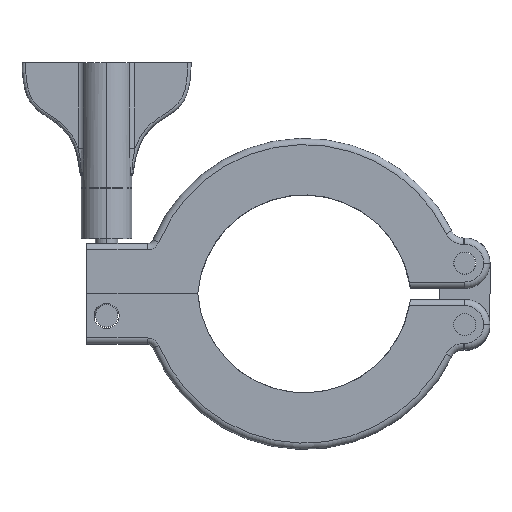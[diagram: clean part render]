
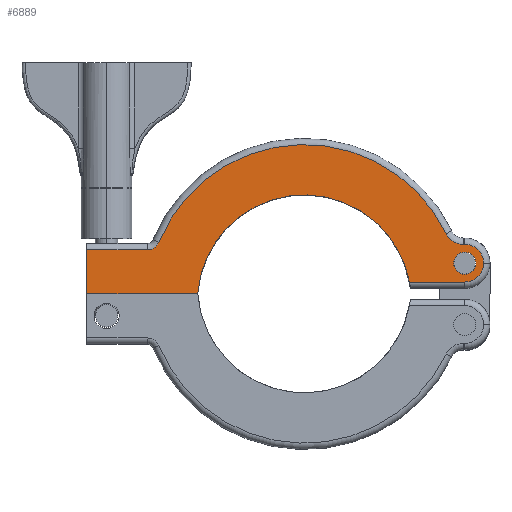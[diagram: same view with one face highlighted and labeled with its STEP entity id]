
A CAD part, top view. The second image highlights one B-rep face of the part: STEP entity #6889.
In plain terms, the highlighted planar face has unit normal (0, 0, 1).
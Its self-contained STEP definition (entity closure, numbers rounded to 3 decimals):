
#12 = CARTESIAN_POINT ( 'NONE',  ( -34.59, 1.274, 5. ) ) ;
#30 = DIRECTION ( 'NONE',  ( 1., 0., 0. ) ) ;
#37 = CARTESIAN_POINT ( 'NONE',  ( 25.226, 9.15, 5. ) ) ;
#104 = CARTESIAN_POINT ( 'NONE',  ( 28.481, 6.15, 5. ) ) ;
#131 = LINE ( 'NONE', #1485, #1754 ) ;
#396 = LINE ( 'NONE', #3086, #3507 ) ;
#459 = PLANE ( 'NONE',  #1815 ) ;
#539 = ORIENTED_EDGE ( 'NONE', *, *, #3776, .T. ) ;
#567 = CIRCLE ( 'NONE', #1403, 3. ) ;
#798 = CARTESIAN_POINT ( 'NONE',  ( 25.481, 6.15, 5. ) ) ;
#954 = VERTEX_POINT ( 'NONE', #7037 ) ;
#1048 = CIRCLE ( 'NONE', #8049, 1.75 ) ;
#1399 = DIRECTION ( 'NONE',  ( 1., 0., 0. ) ) ;
#1403 = AXIS2_PLACEMENT_3D ( 'NONE', #4015, #7388, #3386 ) ;
#1485 = CARTESIAN_POINT ( 'NONE',  ( 25.481, 3.15, 5. ) ) ;
#1591 = ORIENTED_EDGE ( 'NONE', *, *, #4279, .T. ) ;
#1754 = VECTOR ( 'NONE', #1399, 1000. ) ;
#1781 = EDGE_CURVE ( 'NONE', #3648, #4830, #2472, .T. ) ;
#1815 = AXIS2_PLACEMENT_3D ( 'NONE', #2478, #1863, #8078 ) ;
#1852 = LINE ( 'NONE', #7406, #2530 ) ;
#1863 = DIRECTION ( 'NONE',  ( 0., 0., 1. ) ) ;
#2132 = CIRCLE ( 'NONE', #5866, 1.75 ) ;
#2155 = AXIS2_PLACEMENT_3D ( 'NONE', #4569, #6590, #3886 ) ;
#2303 = DIRECTION ( 'NONE',  ( 1., 0., 0. ) ) ;
#2469 = ORIENTED_EDGE ( 'NONE', *, *, #8262, .T. ) ;
#2472 = LINE ( 'NONE', #5213, #6188 ) ;
#2478 = CARTESIAN_POINT ( 'NONE',  ( 25.481, 6.15, 5. ) ) ;
#2530 = VECTOR ( 'NONE', #3767, 1000. ) ;
#2614 = DIRECTION ( 'NONE',  ( 0., 0., -1. ) ) ;
#2695 = VERTEX_POINT ( 'NONE', #5913 ) ;
#2796 = CARTESIAN_POINT ( 'NONE',  ( 27.231, 6.15, 5. ) ) ;
#2821 = ORIENTED_EDGE ( 'NONE', *, *, #3492, .T. ) ;
#2994 = VERTEX_POINT ( 'NONE', #7988 ) ;
#3050 = DIRECTION ( 'NONE',  ( 1., 0., 0. ) ) ;
#3086 = CARTESIAN_POINT ( 'NONE',  ( -34.59, 1.274, 5. ) ) ;
#3090 = CARTESIAN_POINT ( 'NONE',  ( -24.969, 8.274, 5. ) ) ;
#3140 = DIRECTION ( 'NONE',  ( 1., 0., 0. ) ) ;
#3340 = VERTEX_POINT ( 'NONE', #3090 ) ;
#3386 = DIRECTION ( 'NONE',  ( 1., 0., 0. ) ) ;
#3402 = EDGE_LOOP ( 'NONE', ( #4723, #8685 ) ) ;
#3479 = CARTESIAN_POINT ( 'NONE',  ( 25.481, 6.15, 5. ) ) ;
#3492 = EDGE_CURVE ( 'NONE', #2695, #954, #131, .T. ) ;
#3507 = VECTOR ( 'NONE', #7889, 1000. ) ;
#3525 = DIRECTION ( 'NONE',  ( 0., 0., 1. ) ) ;
#3571 = CARTESIAN_POINT ( 'NONE',  ( -24.969, 10.274, 5. ) ) ;
#3589 = VERTEX_POINT ( 'NONE', #4785 ) ;
#3609 = EDGE_CURVE ( 'NONE', #6273, #5968, #1048, .T. ) ;
#3648 = VERTEX_POINT ( 'NONE', #5826 ) ;
#3767 = DIRECTION ( 'NONE',  ( -1., 0., 0. ) ) ;
#3776 = EDGE_CURVE ( 'NONE', #954, #8517, #6460, .T. ) ;
#3811 = CARTESIAN_POINT ( 'NONE',  ( 25.481, 6.15, 5. ) ) ;
#3886 = DIRECTION ( 'NONE',  ( 1., 0., 0. ) ) ;
#3966 = CIRCLE ( 'NONE', #5400, 17. ) ;
#4015 = CARTESIAN_POINT ( 'NONE',  ( 25.226, 12.15, 5. ) ) ;
#4199 = EDGE_CURVE ( 'NONE', #7181, #7749, #7850, .T. ) ;
#4279 = EDGE_CURVE ( 'NONE', #8517, #3648, #5916, .T. ) ;
#4302 = DIRECTION ( 'NONE',  ( 0., 0., 1. ) ) ;
#4503 = DIRECTION ( 'NONE',  ( 1., 0., 0. ) ) ;
#4542 = ORIENTED_EDGE ( 'NONE', *, *, #6947, .T. ) ;
#4569 = CARTESIAN_POINT ( 'NONE',  ( 25.481, 6.15, 5. ) ) ;
#4622 = VECTOR ( 'NONE', #3050, 1000. ) ;
#4723 = ORIENTED_EDGE ( 'NONE', *, *, #3609, .F. ) ;
#4785 = CARTESIAN_POINT ( 'NONE',  ( -23.119, 9.513, 5. ) ) ;
#4797 = CARTESIAN_POINT ( 'NONE',  ( 22.524, 10.848, 5. ) ) ;
#4830 = VERTEX_POINT ( 'NONE', #37 ) ;
#4903 = AXIS2_PLACEMENT_3D ( 'NONE', #3811, #4302, #3140 ) ;
#5076 = ORIENTED_EDGE ( 'NONE', *, *, #4199, .T. ) ;
#5213 = CARTESIAN_POINT ( 'NONE',  ( 25.226, 9.15, 5. ) ) ;
#5226 = EDGE_CURVE ( 'NONE', #5968, #6273, #2132, .T. ) ;
#5306 = DIRECTION ( 'NONE',  ( 0., 0., 1. ) ) ;
#5348 = FACE_BOUND ( 'NONE', #3402, .T. ) ;
#5369 = EDGE_CURVE ( 'NONE', #3340, #3589, #8706, .T. ) ;
#5400 = AXIS2_PLACEMENT_3D ( 'NONE', #7995, #2614, #5901 ) ;
#5466 = ORIENTED_EDGE ( 'NONE', *, *, #7944, .T. ) ;
#5556 = DIRECTION ( 'NONE',  ( 0., 0., 1. ) ) ;
#5743 = CARTESIAN_POINT ( 'NONE',  ( -16.952, 1.274, 5. ) ) ;
#5826 = CARTESIAN_POINT ( 'NONE',  ( 25.481, 9.15, 5. ) ) ;
#5866 = AXIS2_PLACEMENT_3D ( 'NONE', #3479, #3525, #30 ) ;
#5901 = DIRECTION ( 'NONE',  ( 1., 0., 0. ) ) ;
#5907 = EDGE_CURVE ( 'NONE', #2994, #7181, #396, .T. ) ;
#5913 = CARTESIAN_POINT ( 'NONE',  ( 16.706, 3.15, 5. ) ) ;
#5916 = CIRCLE ( 'NONE', #4903, 3. ) ;
#5968 = VERTEX_POINT ( 'NONE', #7740 ) ;
#6015 = ORIENTED_EDGE ( 'NONE', *, *, #5907, .T. ) ;
#6188 = VECTOR ( 'NONE', #7368, 1000. ) ;
#6273 = VERTEX_POINT ( 'NONE', #2796 ) ;
#6394 = ORIENTED_EDGE ( 'NONE', *, *, #7454, .T. ) ;
#6407 = CARTESIAN_POINT ( 'NONE',  ( -16.952, 1.274, 5. ) ) ;
#6460 = CIRCLE ( 'NONE', #2155, 3. ) ;
#6590 = DIRECTION ( 'NONE',  ( 0., 0., 1. ) ) ;
#6889 = ADVANCED_FACE ( 'NONE', ( #5348, #8695 ), #459, .T. ) ;
#6947 = EDGE_CURVE ( 'NONE', #7171, #3589, #7530, .T. ) ;
#7037 = CARTESIAN_POINT ( 'NONE',  ( 25.481, 3.15, 5. ) ) ;
#7171 = VERTEX_POINT ( 'NONE', #4797 ) ;
#7181 = VERTEX_POINT ( 'NONE', #12 ) ;
#7237 = CARTESIAN_POINT ( 'NONE',  ( 0., 0., 5. ) ) ;
#7368 = DIRECTION ( 'NONE',  ( -1., 0., 0. ) ) ;
#7388 = DIRECTION ( 'NONE',  ( 0., 0., -1. ) ) ;
#7406 = CARTESIAN_POINT ( 'NONE',  ( -34.59, 8.274, 5. ) ) ;
#7437 = AXIS2_PLACEMENT_3D ( 'NONE', #3571, #8445, #2303 ) ;
#7454 = EDGE_CURVE ( 'NONE', #3340, #2994, #1852, .T. ) ;
#7530 = CIRCLE ( 'NONE', #7958, 25. ) ;
#7740 = CARTESIAN_POINT ( 'NONE',  ( 23.731, 6.15, 5. ) ) ;
#7749 = VERTEX_POINT ( 'NONE', #6407 ) ;
#7813 = EDGE_LOOP ( 'NONE', ( #8256, #6394, #6015, #5076, #2469, #2821, #539, #1591, #8810, #5466, #4542 ) ) ;
#7850 = LINE ( 'NONE', #5743, #4622 ) ;
#7889 = DIRECTION ( 'NONE',  ( 0., -1., 0. ) ) ;
#7944 = EDGE_CURVE ( 'NONE', #4830, #7171, #567, .T. ) ;
#7958 = AXIS2_PLACEMENT_3D ( 'NONE', #7237, #5306, #4503 ) ;
#7988 = CARTESIAN_POINT ( 'NONE',  ( -34.59, 8.274, 5. ) ) ;
#7995 = CARTESIAN_POINT ( 'NONE',  ( 0., 0., 5. ) ) ;
#8049 = AXIS2_PLACEMENT_3D ( 'NONE', #798, #5556, #8283 ) ;
#8078 = DIRECTION ( 'NONE',  ( 1., 0., 0. ) ) ;
#8256 = ORIENTED_EDGE ( 'NONE', *, *, #5369, .F. ) ;
#8262 = EDGE_CURVE ( 'NONE', #7749, #2695, #3966, .T. ) ;
#8283 = DIRECTION ( 'NONE',  ( 1., 0., 0. ) ) ;
#8445 = DIRECTION ( 'NONE',  ( 0., 0., 1. ) ) ;
#8517 = VERTEX_POINT ( 'NONE', #104 ) ;
#8685 = ORIENTED_EDGE ( 'NONE', *, *, #5226, .F. ) ;
#8695 = FACE_OUTER_BOUND ( 'NONE', #7813, .T. ) ;
#8706 = CIRCLE ( 'NONE', #7437, 2. ) ;
#8810 = ORIENTED_EDGE ( 'NONE', *, *, #1781, .T. ) ;
